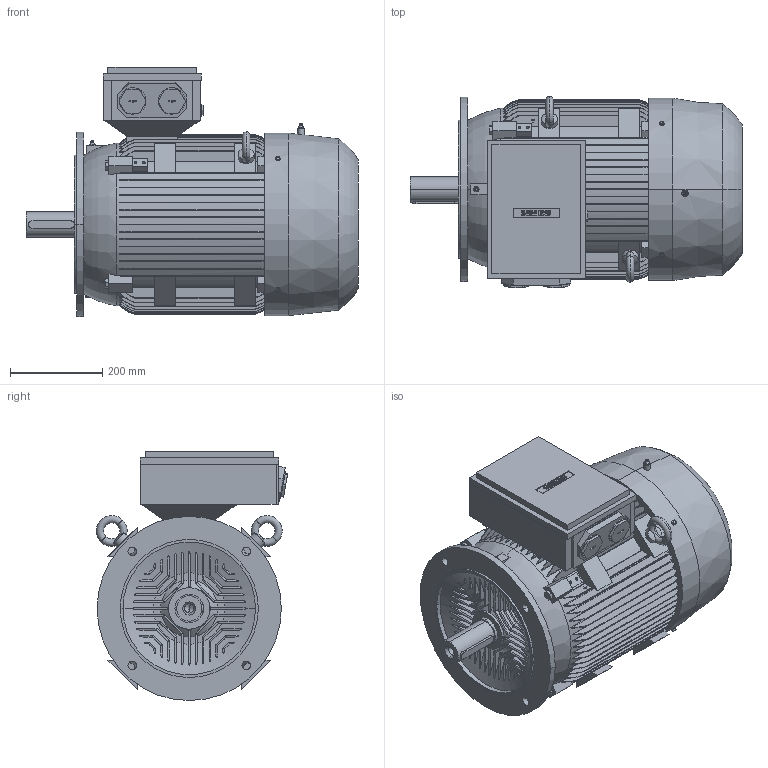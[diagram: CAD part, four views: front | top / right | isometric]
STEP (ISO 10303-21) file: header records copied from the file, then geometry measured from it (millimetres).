
FILE_DESCRIPTION(('STEP AP214'),'1');
FILE_NAME('cctmp_FB79084D-2EA0-48EA-BE53-9A90E3A690CD_2023_06_26_14_28_11_0982..stp','2023-06-26T12:28:13',('SIEMENS A&D'),('CADClick - www.CADClick.com'),'Spatial InterOp 3D',' ','unknown authorization');
FILE_SCHEMA(('AUTOMOTIVE_DESIGN'));
Length unit declared in the file: millimetre
Products named in the file (1): 1
Bounding box: 721 x 415.54 x 541 mm (x, y, z)
Volume: 71440984.3 mm3; surface area: 2077572.2 mm2
Topology: 1 solids, 1 shells, 1320 faces, 3699 edges, 2402 vertices
Faces by surface type: plane 826, cylinder 300, torus 160, cone 34
Entity records: 64203 total; most frequent: CARTESIAN_POINT 21021, ORIENTED_EDGE 7314, DIRECTION 6221, EDGE_CURVE 3657, VERTEX_POINT 2402, AXIS2_PLACEMENT_3D 2120, LINE 1981, VECTOR 1981
